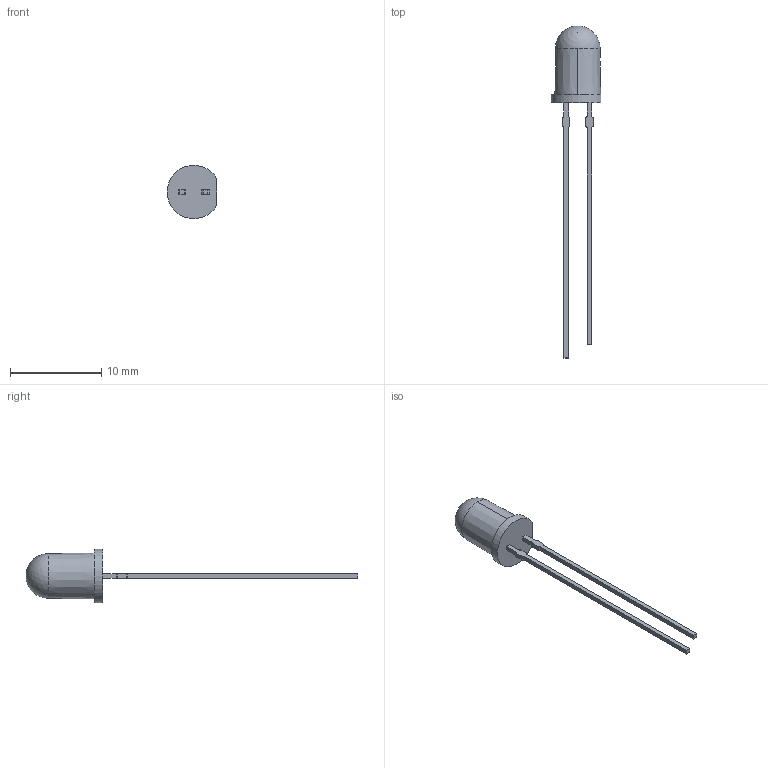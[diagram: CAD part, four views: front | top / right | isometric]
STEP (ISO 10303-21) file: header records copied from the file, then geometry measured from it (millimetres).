
FILE_DESCRIPTION (( 'STEP AP203' ), '1' );
FILE_NAME ('SFH_203_061213_geometry.STEP', '2013-12-06T10:18:32', ( '' ), ( '' ), 'SwSTEP 2.0', 'SolidWorks 2012', '' );
FILE_SCHEMA (( 'CONFIG_CONTROL_DESIGN' ));
Length unit declared in the file: millimetre
Products named in the file (1): SFH_203_061213_geometry
Bounding box: 5.45 x 36.43 x 5.85 mm (x, y, z)
Volume: 167.7 mm3; surface area: 276.7 mm2
Topology: 1 solids, 1 shells, 33 faces, 88 edges, 58 vertices
Faces by surface type: plane 21, cylinder 9, cone 2, sphere 1
Entity records: 1092 total; most frequent: DIRECTION 177, CARTESIAN_POINT 177, ORIENTED_EDGE 172, EDGE_CURVE 86, VECTOR 63, LINE 63, VERTEX_POINT 57, AXIS2_PLACEMENT_3D 57
